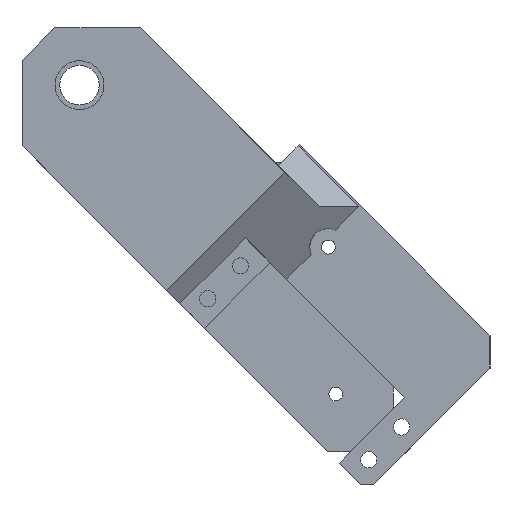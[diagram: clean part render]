
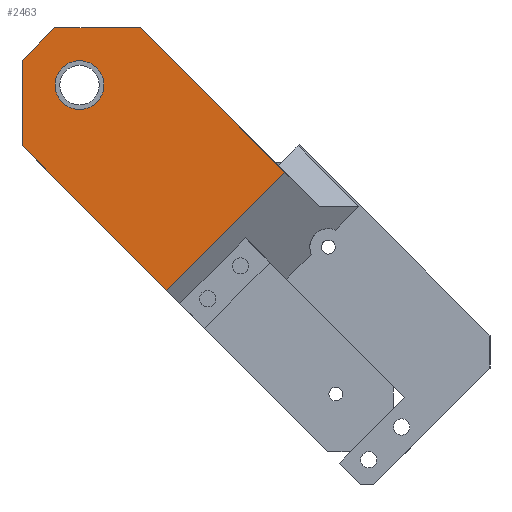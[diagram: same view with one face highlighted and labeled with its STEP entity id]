
A CAD part, front view. The second image highlights one B-rep face of the part: STEP entity #2463.
In plain terms, the highlighted planar face has unit normal (0, -1, 0).
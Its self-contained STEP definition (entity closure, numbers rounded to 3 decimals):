
#142 = PLANE('',#143);
#143 = AXIS2_PLACEMENT_3D('',#144,#145,#146);
#144 = CARTESIAN_POINT('',(103.374,4.304,
    -38.313));
#145 = DIRECTION('',(-0.707,0.,-0.707)
  );
#146 = DIRECTION('',(0.,1.,0.));
#815 = VERTEX_POINT('',#816);
#816 = CARTESIAN_POINT('',(105.526,-27.72,-40.465));
#830 = PLANE('',#831);
#831 = AXIS2_PLACEMENT_3D('',#832,#833,#834);
#832 = CARTESIAN_POINT('',(126.076,-20.967,
    -29.465));
#833 = DIRECTION('',(-0.5,0.707,0.5));
#834 = DIRECTION('',(0.5,0.707,-0.5));
#842 = EDGE_CURVE('',#815,#843,#845,.T.);
#843 = VERTEX_POINT('',#844);
#844 = CARTESIAN_POINT('',(74.413,-27.72,-9.352));
#845 = SURFACE_CURVE('',#846,(#850,#857),.PCURVE_S1.);
#846 = LINE('',#847,#848);
#847 = CARTESIAN_POINT('',(108.355,-27.72,-43.293));
#848 = VECTOR('',#849,1.);
#849 = DIRECTION('',(-0.707,0.,0.707)
  );
#850 = PCURVE('',#142,#851);
#851 = DEFINITIONAL_REPRESENTATION('',(#852),#856);
#852 = LINE('',#853,#854);
#853 = CARTESIAN_POINT('',(-32.024,7.043));
#854 = VECTOR('',#855,1.);
#855 = DIRECTION('',(0.,-1.));
#856 = ( GEOMETRIC_REPRESENTATION_CONTEXT(2) 
PARAMETRIC_REPRESENTATION_CONTEXT() REPRESENTATION_CONTEXT('2D SPACE',''
  ) );
#857 = PCURVE('',#858,#863);
#858 = PLANE('',#859);
#859 = AXIS2_PLACEMENT_3D('',#860,#861,#862);
#860 = CARTESIAN_POINT('',(125.043,-27.72,-9.07));
#861 = DIRECTION('',(0.,1.,0.));
#862 = DIRECTION('',(-0.707,0.,-0.707
    ));
#863 = DEFINITIONAL_REPRESENTATION('',(#864),#868);
#864 = LINE('',#865,#866);
#865 = CARTESIAN_POINT('',(36.,-12.399));
#866 = VECTOR('',#867,1.);
#867 = DIRECTION('',(0.,1.));
#868 = ( GEOMETRIC_REPRESENTATION_CONTEXT(2) 
PARAMETRIC_REPRESENTATION_CONTEXT() REPRESENTATION_CONTEXT('2D SPACE',''
  ) );
#886 = PLANE('',#887);
#887 = AXIS2_PLACEMENT_3D('',#888,#889,#890);
#888 = CARTESIAN_POINT('',(74.413,-23.72,-0.16));
#889 = DIRECTION('',(-1.,0.,0.));
#890 = DIRECTION('',(0.,-1.,0.));
#2064 = PLANE('',#2065);
#2065 = AXIS2_PLACEMENT_3D('',#2066,#2067,#2068);
#2066 = CARTESIAN_POINT('',(119.407,-24.206,
    -3.434));
#2067 = DIRECTION('',(-0.707,0.,
    -0.707));
#2068 = DIRECTION('',(0.,1.,0.));
#2323 = PLANE('',#2324);
#2324 = AXIS2_PLACEMENT_3D('',#2325,#2326,#2327);
#2325 = CARTESIAN_POINT('',(90.677,25.28,16.104));
#2326 = DIRECTION('',(0.,0.,-1.));
#2327 = DIRECTION('',(0.,1.,0.));
#2350 = PLANE('',#2351);
#2351 = AXIS2_PLACEMENT_3D('',#2352,#2353,#2354);
#2352 = CARTESIAN_POINT('',(90.677,25.28,25.296));
#2353 = DIRECTION('',(-0.707,0.,0.707
    ));
#2354 = DIRECTION('',(-0.707,0.,-0.707
    ));
#2420 = EDGE_CURVE('',#843,#2421,#2423,.T.);
#2421 = VERTEX_POINT('',#2422);
#2422 = CARTESIAN_POINT('',(74.413,-27.72,9.033));
#2423 = SURFACE_CURVE('',#2424,(#2428,#2435),.PCURVE_S1.);
#2424 = LINE('',#2425,#2426);
#2425 = CARTESIAN_POINT('',(74.413,-27.72,-1.928));
#2426 = VECTOR('',#2427,1.);
#2427 = DIRECTION('',(0.,0.,1.));
#2428 = PCURVE('',#886,#2429);
#2429 = DEFINITIONAL_REPRESENTATION('',(#2430),#2434);
#2430 = LINE('',#2431,#2432);
#2431 = CARTESIAN_POINT('',(4.,-1.768));
#2432 = VECTOR('',#2433,1.);
#2433 = DIRECTION('',(0.,1.));
#2434 = ( GEOMETRIC_REPRESENTATION_CONTEXT(2) 
PARAMETRIC_REPRESENTATION_CONTEXT() REPRESENTATION_CONTEXT('2D SPACE',''
  ) );
#2435 = PCURVE('',#858,#2436);
#2436 = DEFINITIONAL_REPRESENTATION('',(#2437),#2441);
#2437 = LINE('',#2438,#2439);
#2438 = CARTESIAN_POINT('',(30.75,40.851));
#2439 = VECTOR('',#2440,1.);
#2440 = DIRECTION('',(-0.707,0.707));
#2441 = ( GEOMETRIC_REPRESENTATION_CONTEXT(2) 
PARAMETRIC_REPRESENTATION_CONTEXT() REPRESENTATION_CONTEXT('2D SPACE',''
  ) );
#2463 = ADVANCED_FACE('',(#2464,#2558),#858,.F.);
#2464 = FACE_BOUND('',#2465,.F.);
#2465 = EDGE_LOOP('',(#2466,#2491,#2512,#2513,#2514,#2537));
#2466 = ORIENTED_EDGE('',*,*,#2467,.F.);
#2467 = EDGE_CURVE('',#2468,#2470,#2472,.T.);
#2468 = VERTEX_POINT('',#2469);
#2469 = CARTESIAN_POINT('',(130.982,-27.72,-15.009));
#2470 = VERTEX_POINT('',#2471);
#2471 = CARTESIAN_POINT('',(99.869,-27.72,16.104));
#2472 = SURFACE_CURVE('',#2473,(#2477,#2484),.PCURVE_S1.);
#2473 = LINE('',#2474,#2475);
#2474 = CARTESIAN_POINT('',(119.668,-27.72,-3.695));
#2475 = VECTOR('',#2476,1.);
#2476 = DIRECTION('',(-0.707,0.,0.707
    ));
#2477 = PCURVE('',#858,#2478);
#2478 = DEFINITIONAL_REPRESENTATION('',(#2479),#2483);
#2479 = LINE('',#2480,#2481);
#2480 = CARTESIAN_POINT('',(0.,7.601));
#2481 = VECTOR('',#2482,1.);
#2482 = DIRECTION('',(0.,1.));
#2483 = ( GEOMETRIC_REPRESENTATION_CONTEXT(2) 
PARAMETRIC_REPRESENTATION_CONTEXT() REPRESENTATION_CONTEXT('2D SPACE',''
  ) );
#2484 = PCURVE('',#2064,#2485);
#2485 = DEFINITIONAL_REPRESENTATION('',(#2486),#2490);
#2486 = LINE('',#2487,#2488);
#2487 = CARTESIAN_POINT('',(-3.514,0.369));
#2488 = VECTOR('',#2489,1.);
#2489 = DIRECTION('',(0.,-1.));
#2490 = ( GEOMETRIC_REPRESENTATION_CONTEXT(2) 
PARAMETRIC_REPRESENTATION_CONTEXT() REPRESENTATION_CONTEXT('2D SPACE',''
  ) );
#2491 = ORIENTED_EDGE('',*,*,#2492,.F.);
#2492 = EDGE_CURVE('',#815,#2468,#2493,.T.);
#2493 = SURFACE_CURVE('',#2494,(#2498,#2505),.PCURVE_S1.);
#2494 = LINE('',#2495,#2496);
#2495 = CARTESIAN_POINT('',(105.526,-27.72,-40.465));
#2496 = VECTOR('',#2497,1.);
#2497 = DIRECTION('',(0.707,0.,0.707)
  );
#2498 = PCURVE('',#858,#2499);
#2499 = DEFINITIONAL_REPRESENTATION('',(#2500),#2504);
#2500 = LINE('',#2501,#2502);
#2501 = CARTESIAN_POINT('',(36.,-8.399));
#2502 = VECTOR('',#2503,1.);
#2503 = DIRECTION('',(-1.,0.));
#2504 = ( GEOMETRIC_REPRESENTATION_CONTEXT(2) 
PARAMETRIC_REPRESENTATION_CONTEXT() REPRESENTATION_CONTEXT('2D SPACE',''
  ) );
#2505 = PCURVE('',#830,#2506);
#2506 = DEFINITIONAL_REPRESENTATION('',(#2507),#2511);
#2507 = LINE('',#2508,#2509);
#2508 = CARTESIAN_POINT('',(-9.55,22.309));
#2509 = VECTOR('',#2510,1.);
#2510 = DIRECTION('',(0.,-1.));
#2511 = ( GEOMETRIC_REPRESENTATION_CONTEXT(2) 
PARAMETRIC_REPRESENTATION_CONTEXT() REPRESENTATION_CONTEXT('2D SPACE',''
  ) );
#2512 = ORIENTED_EDGE('',*,*,#842,.T.);
#2513 = ORIENTED_EDGE('',*,*,#2420,.T.);
#2514 = ORIENTED_EDGE('',*,*,#2515,.F.);
#2515 = EDGE_CURVE('',#2516,#2421,#2518,.T.);
#2516 = VERTEX_POINT('',#2517);
#2517 = CARTESIAN_POINT('',(81.485,-27.72,16.104));
#2518 = SURFACE_CURVE('',#2519,(#2523,#2530),.PCURVE_S1.);
#2519 = LINE('',#2520,#2521);
#2520 = CARTESIAN_POINT('',(90.677,-27.72,25.296));
#2521 = VECTOR('',#2522,1.);
#2522 = DIRECTION('',(-0.707,0.,-0.707
    ));
#2523 = PCURVE('',#858,#2524);
#2524 = DEFINITIONAL_REPRESENTATION('',(#2525),#2529);
#2525 = LINE('',#2526,#2527);
#2526 = CARTESIAN_POINT('',(0.,48.601));
#2527 = VECTOR('',#2528,1.);
#2528 = DIRECTION('',(1.,0.));
#2529 = ( GEOMETRIC_REPRESENTATION_CONTEXT(2) 
PARAMETRIC_REPRESENTATION_CONTEXT() REPRESENTATION_CONTEXT('2D SPACE',''
  ) );
#2530 = PCURVE('',#2350,#2531);
#2531 = DEFINITIONAL_REPRESENTATION('',(#2532),#2536);
#2532 = LINE('',#2533,#2534);
#2533 = CARTESIAN_POINT('',(0.,53.));
#2534 = VECTOR('',#2535,1.);
#2535 = DIRECTION('',(1.,0.));
#2536 = ( GEOMETRIC_REPRESENTATION_CONTEXT(2) 
PARAMETRIC_REPRESENTATION_CONTEXT() REPRESENTATION_CONTEXT('2D SPACE',''
  ) );
#2537 = ORIENTED_EDGE('',*,*,#2538,.T.);
#2538 = EDGE_CURVE('',#2516,#2470,#2539,.T.);
#2539 = SURFACE_CURVE('',#2540,(#2544,#2551),.PCURVE_S1.);
#2540 = LINE('',#2541,#2542);
#2541 = CARTESIAN_POINT('',(105.173,-27.72,16.104));
#2542 = VECTOR('',#2543,1.);
#2543 = DIRECTION('',(1.,0.,0.));
#2544 = PCURVE('',#858,#2545);
#2545 = DEFINITIONAL_REPRESENTATION('',(#2546),#2550);
#2546 = LINE('',#2547,#2548);
#2547 = CARTESIAN_POINT('',(-3.75,31.851));
#2548 = VECTOR('',#2549,1.);
#2549 = DIRECTION('',(-0.707,-0.707));
#2550 = ( GEOMETRIC_REPRESENTATION_CONTEXT(2) 
PARAMETRIC_REPRESENTATION_CONTEXT() REPRESENTATION_CONTEXT('2D SPACE',''
  ) );
#2551 = PCURVE('',#2323,#2552);
#2552 = DEFINITIONAL_REPRESENTATION('',(#2553),#2557);
#2553 = LINE('',#2554,#2555);
#2554 = CARTESIAN_POINT('',(-53.,14.496));
#2555 = VECTOR('',#2556,1.);
#2556 = DIRECTION('',(-0.,1.));
#2557 = ( GEOMETRIC_REPRESENTATION_CONTEXT(2) 
PARAMETRIC_REPRESENTATION_CONTEXT() REPRESENTATION_CONTEXT('2D SPACE',''
  ) );
#2558 = FACE_BOUND('',#2559,.F.);
#2559 = EDGE_LOOP('',(#2560));
#2560 = ORIENTED_EDGE('',*,*,#2561,.T.);
#2561 = EDGE_CURVE('',#2562,#2562,#2564,.T.);
#2562 = VERTEX_POINT('',#2563);
#2563 = CARTESIAN_POINT('',(83.076,-27.72,0.017));
#2564 = SURFACE_CURVE('',#2565,(#2570,#2581),.PCURVE_S1.);
#2565 = CIRCLE('',#2566,5.25);
#2566 = AXIS2_PLACEMENT_3D('',#2567,#2568,#2569);
#2567 = CARTESIAN_POINT('',(86.788,-27.72,3.729));
#2568 = DIRECTION('',(0.,-1.,0.));
#2569 = DIRECTION('',(-0.707,0.,-0.707
    ));
#2570 = PCURVE('',#858,#2571);
#2571 = DEFINITIONAL_REPRESENTATION('',(#2572),#2580);
#2572 = ( BOUNDED_CURVE() B_SPLINE_CURVE(2,(#2573,#2574,#2575,#2576,
#2577,#2578,#2579),.UNSPECIFIED.,.T.,.F.) B_SPLINE_CURVE_WITH_KNOTS((1,2
    ,2,2,2,1),(-2.094,0.,2.094,4.189,
6.283,8.378),.UNSPECIFIED.) CURVE() 
GEOMETRIC_REPRESENTATION_ITEM() RATIONAL_B_SPLINE_CURVE((1.,0.5,1.,0.5,
1.,0.5,1.)) REPRESENTATION_ITEM('') );
#2573 = CARTESIAN_POINT('',(23.25,36.101));
#2574 = CARTESIAN_POINT('',(23.25,27.007));
#2575 = CARTESIAN_POINT('',(15.375,31.554));
#2576 = CARTESIAN_POINT('',(7.5,36.101));
#2577 = CARTESIAN_POINT('',(15.375,40.647));
#2578 = CARTESIAN_POINT('',(23.25,45.194));
#2579 = CARTESIAN_POINT('',(23.25,36.101));
#2580 = ( GEOMETRIC_REPRESENTATION_CONTEXT(2) 
PARAMETRIC_REPRESENTATION_CONTEXT() REPRESENTATION_CONTEXT('2D SPACE',''
  ) );
#2581 = PCURVE('',#2582,#2587);
#2582 = CYLINDRICAL_SURFACE('',#2583,5.25);
#2583 = AXIS2_PLACEMENT_3D('',#2584,#2585,#2586);
#2584 = CARTESIAN_POINT('',(86.788,-25.72,3.729));
#2585 = DIRECTION('',(0.,-1.,0.));
#2586 = DIRECTION('',(-0.707,0.,-0.707
    ));
#2587 = DEFINITIONAL_REPRESENTATION('',(#2588),#2592);
#2588 = LINE('',#2589,#2590);
#2589 = CARTESIAN_POINT('',(0.,2.));
#2590 = VECTOR('',#2591,1.);
#2591 = DIRECTION('',(1.,0.));
#2592 = ( GEOMETRIC_REPRESENTATION_CONTEXT(2) 
PARAMETRIC_REPRESENTATION_CONTEXT() REPRESENTATION_CONTEXT('2D SPACE',''
  ) );
